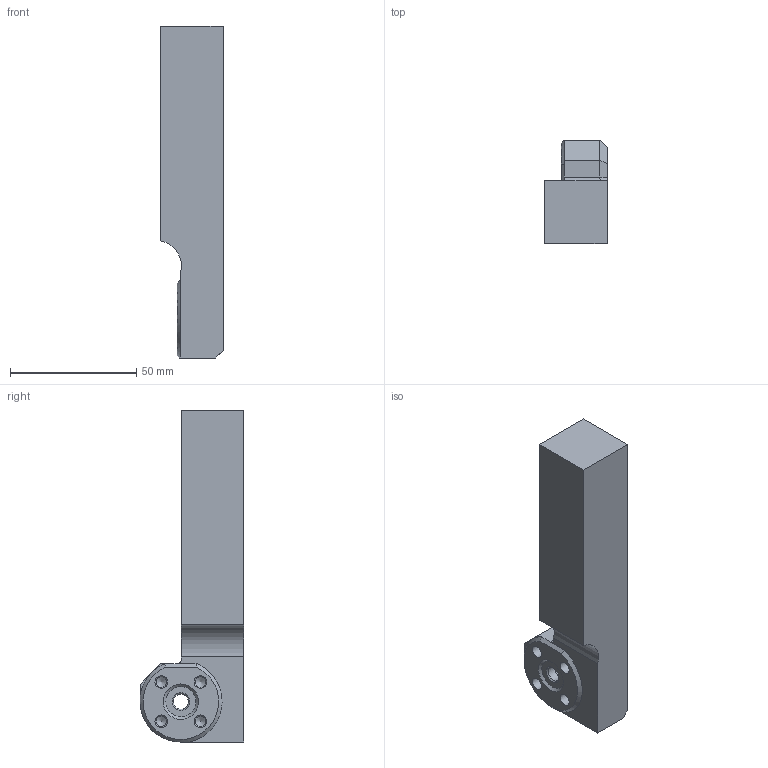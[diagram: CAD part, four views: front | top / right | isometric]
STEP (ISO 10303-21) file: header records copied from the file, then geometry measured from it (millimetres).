
FILE_DESCRIPTION(/* description */ (''),/* implementation_level */ '2;1');
FILE_NAME(/* name */ '1535447777572.stp',/* time_stamp */ '2018-08-28T14:46:32+05:00',/* author */ (''),/* organization */ ('SMS'),/* preprocessor_version */ 'ST-DEVELOPER v15',/* originating_system */ 'SIEMENS PLM Software NX 8.5',/* authorisation */ '');
FILE_SCHEMA (('AUTOMOTIVE_DESIGN { 1 0 10303 214 3 1 1 1 }'));
Length unit declared in the file: millimetre
Products named in the file (1): 201781136mod000_00
Bounding box: 24.88 x 41.15 x 131.65 mm (x, y, z)
Volume: 78246.9 mm3; surface area: 15860.1 mm2
Topology: 1 solids, 1 shells, 52 faces, 138 edges, 91 vertices
Faces by surface type: plane 23, cylinder 15, cone 14
Full cylindrical faces by diameter (mm): 4.2 x4, 5 x4, 6 x1, 6.009 x1, 9.639 x1
Entity records: 1474 total; most frequent: CARTESIAN_POINT 274, DIRECTION 241, ORIENTED_EDGE 204, EDGE_CURVE 102, AXIS2_PLACEMENT_3D 93, VERTEX_POINT 79, EDGE_LOOP 77, LINE 55
